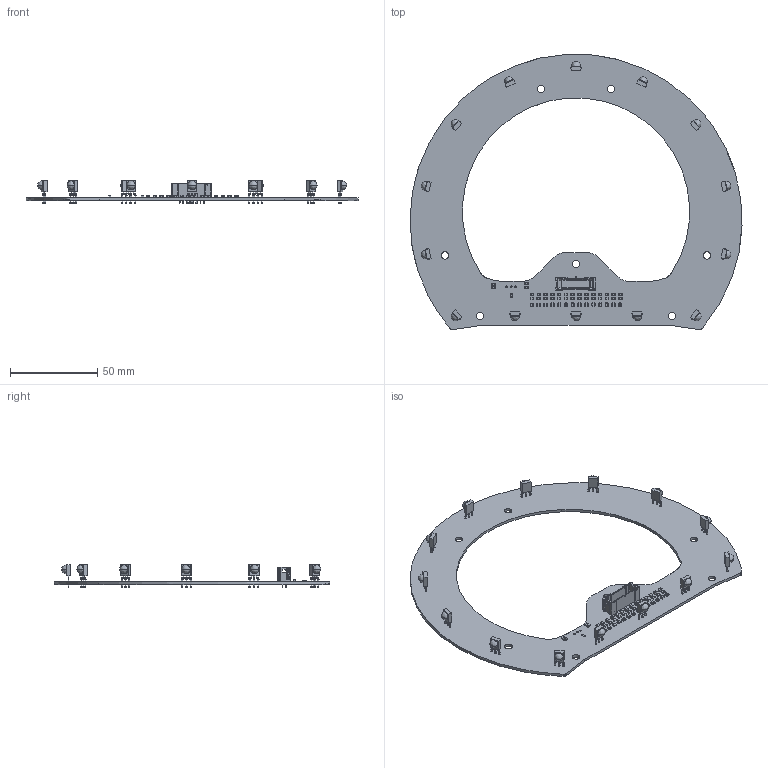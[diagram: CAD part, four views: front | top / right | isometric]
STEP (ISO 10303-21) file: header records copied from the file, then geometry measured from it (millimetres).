
FILE_DESCRIPTION(('KiCad electronic assembly'),'2;1');
FILE_NAME('IR_Board.step','2022-02-17T00:08:26',('Pcbnew'),('Kicad'), 'Open CASCADE STEP processor 7.6','KiCad to STEP converter','Unknown' );
FILE_SCHEMA(('AUTOMOTIVE_DESIGN { 1 0 10303 214 1 1 1 1 }'));
Length unit declared in the file: millimetre
Products named in the file (16): IR_Board 1; C_0201_0603Metric; SOLID; C_0805_2012Metric; LED_0805_2012Metric; DF51A-16DP-2DSA; COMPOUND; SOT-363_SC-70-6; R_0805_2012Metric; Vishay_MINIMOLD-3Pin; IR_Board PCB
Assembly tree (71 placements, depth 3):
  IR_Board 1
    C_0201_0603Metric
      SOLID
    C_0805_2012Metric  x14
      SOLID
    LED_0805_2012Metric  x2
      SOLID
    DF51A-16DP-2DSA
      COMPOUND
    SOT-363_SC-70-6  x14
      SOLID
    R_0805_2012Metric  x17
      SOLID
    Vishay_MINIMOLD-3Pin  x14
      SOLID
    IR_Board PCB
Bounding box: 189.94 x 157.42 x 12.75 mm (x, y, z)
Volume: 24450 mm3; surface area: 34156.2 mm2
Topology: 64 solids, 64 shells, 4096 faces, 10559 edges, 6688 vertices
Faces by surface type: bspline 3894, plane 119, cylinder 68, extrusion 15
Full cylindrical faces by diameter (mm): 0.85 x16, 0.9 x42, 1 x3, 4.3 x7
Entity records: 56291 total; most frequent: CARTESIAN_POINT 18160, B_SPLINE_CURVE_WITH_KNOTS 5013, ORIENTED_EDGE 4710, PCURVE 4710, DEFINITIONAL_REPRESENTATION 4710, DIRECTION 2409, EDGE_CURVE 2355, SURFACE_CURVE 2286
